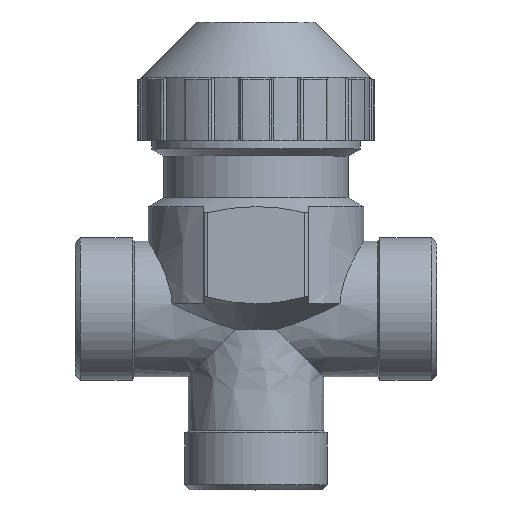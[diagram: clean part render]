
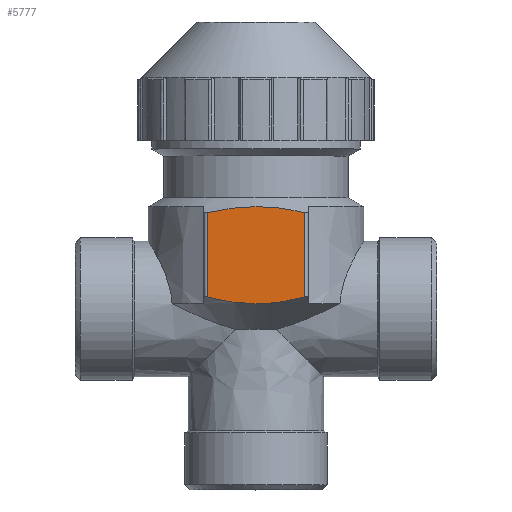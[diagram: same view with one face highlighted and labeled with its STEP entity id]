
A CAD part, top view. The second image highlights one B-rep face of the part: STEP entity #5777.
In plain terms, the highlighted free-form (B-spline) face has degree [1, 1] with [2, 2] control points.
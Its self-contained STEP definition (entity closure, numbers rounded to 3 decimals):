
#78 = CARTESIAN_POINT ( 'NONE',  ( 643.644, 401.237, 15.5 ) ) ;
#178 = VERTEX_POINT ( 'NONE', #9087 ) ;
#464 = B_SPLINE_CURVE_WITH_KNOTS ( 'NONE', 3,
 ( #15877, #4220, #9267, #8195, #647, #8113, #7277, #14385, #4303, #2989 ),
 .UNSPECIFIED., .F., .F.,
 ( 4, 2, 2, 2, 4 ),
 ( 0., 0.25, 0.375, 0.5, 1. ),
 .UNSPECIFIED. ) ;
#647 = CARTESIAN_POINT ( 'NONE',  ( 632.041, 401.722, 15.5 ) ) ;
#650 = CARTESIAN_POINT ( 'NONE',  ( 632.085, 388.55, 15.5 ) ) ;
#728 = CARTESIAN_POINT ( 'NONE',  ( 635.523, 388.175, 15.5 ) ) ;
#741 = EDGE_LOOP ( 'NONE', ( #4521, #5792, #13197, #9786, #1802, #12540 ) ) ;
#865 = VERTEX_POINT ( 'NONE', #10988 ) ;
#969 = CARTESIAN_POINT ( 'NONE',  ( 633.976, 388.302, 15.5 ) ) ;
#1063 = CARTESIAN_POINT ( 'NONE',  ( 636.644, 381.6, 15.5 ) ) ;
#1446 = CARTESIAN_POINT ( 'NONE',  ( 640.539, 388.464, 15.5 ) ) ;
#1528 = CARTESIAN_POINT ( 'NONE',  ( 641.209, 388.576, 15.5 ) ) ;
#1802 = ORIENTED_EDGE ( 'NONE', *, *, #14004, .F. ) ;
#1930 = CARTESIAN_POINT ( 'NONE',  ( 643.644, 397.199, 15.5 ) ) ;
#1937 = CARTESIAN_POINT ( 'NONE',  ( 636.644, 402.107, 15.5 ) ) ;
#2095 = CARTESIAN_POINT ( 'NONE',  ( 638.925, 402.012, 15.5 ) ) ;
#2181 = CARTESIAN_POINT ( 'NONE',  ( 638.639, 402.035, 15.5 ) ) ;
#2230 = CARTESIAN_POINT ( 'NONE',  ( 633.338, 388.379, 15.5 ) ) ;
#2342 = EDGE_CURVE ( 'NONE', #178, #9946, #4749, .T. ) ;
#2467 = B_SPLINE_SURFACE_WITH_KNOTS ( 'NONE', 1, 1, ( 
 ( #1063, #4724 ),
 ( #9785, #6120 ) ),
 .UNSPECIFIED., .F., .F., .F.,
 ( 2, 2 ),
 ( 2, 2 ),
 ( -9.303, 9.901 ),
 ( -9.303, 9.901 ),
 .UNSPECIFIED. ) ;
#2630 = CARTESIAN_POINT ( 'NONE',  ( 640.169, 388.41, 15.5 ) ) ;
#2989 = CARTESIAN_POINT ( 'NONE',  ( 636.644, 402.107, 15.5 ) ) ;
#3191 = CARTESIAN_POINT ( 'NONE',  ( 642.422, 401.527, 15.5 ) ) ;
#3212 = CARTESIAN_POINT ( 'NONE',  ( 629.644, 401.237, 15.5 ) ) ;
#3355 = CARTESIAN_POINT ( 'NONE',  ( 643.644, 401.237, 15.5 ) ) ;
#3476 = CARTESIAN_POINT ( 'NONE',  ( 633.409, 388.37, 15.5 ) ) ;
#3790 = CARTESIAN_POINT ( 'NONE',  ( 640.095, 388.399, 15.5 ) ) ;
#3948 = CARTESIAN_POINT ( 'NONE',  ( 641.509, 388.632, 15.5 ) ) ;
#4220 = CARTESIAN_POINT ( 'NONE',  ( 630.255, 401.382, 15.5 ) ) ;
#4253 = CARTESIAN_POINT ( 'NONE',  ( 643.644, 389.122, 15.5 ) ) ;
#4303 = CARTESIAN_POINT ( 'NONE',  ( 635.503, 402.107, 15.5 ) ) ;
#4521 = ORIENTED_EDGE ( 'NONE', *, *, #13011, .T. ) ;
#4560 = CARTESIAN_POINT ( 'NONE',  ( 629.644, 389.122, 15.5 ) ) ;
#4649 = VERTEX_POINT ( 'NONE', #78 ) ;
#4724 = CARTESIAN_POINT ( 'NONE',  ( 623.064, 395.18, 15.5 ) ) ;
#4749 = B_SPLINE_CURVE_WITH_KNOTS ( 'NONE', 3,
 ( #6264, #12871, #11526, #3948, #1528, #5193, #1446, #10357, #2630, #3790, #15261, #10270, #10191, #5041 ),
 .UNSPECIFIED., .F., .F.,
 ( 4, 2, 2, 1, 1, 2, 2, 4 ),
 ( 0., 0.25, 0.375, 0.438, 0.469, 0.484, 0.5, 1. ),
 .UNSPECIFIED. ) ;
#4937 = CARTESIAN_POINT ( 'NONE',  ( 629.644, 389.122, 15.5 ) ) ;
#5041 = CARTESIAN_POINT ( 'NONE',  ( 636.644, 388.156, 15.5 ) ) ;
#5193 = CARTESIAN_POINT ( 'NONE',  ( 640.762, 388.5, 15.5 ) ) ;
#5328 = CARTESIAN_POINT ( 'NONE',  ( 643.644, 393.16, 15.5 ) ) ;
#5756 = CARTESIAN_POINT ( 'NONE',  ( 629.644, 397.199, 15.5 ) ) ;
#5777 = ADVANCED_FACE ( 'NONE', ( #13730 ), #2467, .T. ) ;
#5780 = CARTESIAN_POINT ( 'NONE',  ( 633.764, 388.325, 15.5 ) ) ;
#5792 = ORIENTED_EDGE ( 'NONE', *, *, #11554, .F. ) ;
#6120 = CARTESIAN_POINT ( 'NONE',  ( 636.644, 408.759, 15.5 ) ) ;
#6242 = B_SPLINE_CURVE_WITH_KNOTS ( 'NONE', 3,
 ( #9696, #16125, #728, #14875, #15964, #969, #5780, #10869, #3476, #2230, #7303, #650, #15790, #4560 ),
 .UNSPECIFIED., .F., .F.,
 ( 4, 2, 2, 1, 1, 2, 2, 4 ),
 ( 0., 0.25, 0.375, 0.438, 0.469, 0.484, 0.5, 1. ),
 .UNSPECIFIED. ) ;
#6264 = CARTESIAN_POINT ( 'NONE',  ( 643.644, 389.122, 15.5 ) ) ;
#7078 = B_SPLINE_CURVE_WITH_KNOTS ( 'NONE', 3,
 ( #1937, #15919, #8328, #2181, #2095, #7171, #12098, #7254, #3191, #3355 ),
 .UNSPECIFIED., .F., .F.,
 ( 4, 2, 2, 2, 4 ),
 ( 0., 0.25, 0.375, 0.5, 1. ),
 .UNSPECIFIED. ) ;
#7122 = EDGE_CURVE ( 'NONE', #178, #4649, #12115, .T. ) ;
#7171 = CARTESIAN_POINT ( 'NONE',  ( 639.498, 401.958, 15.5 ) ) ;
#7254 = CARTESIAN_POINT ( 'NONE',  ( 641.24, 401.745, 15.5 ) ) ;
#7277 = CARTESIAN_POINT ( 'NONE',  ( 632.923, 401.854, 15.5 ) ) ;
#7303 = CARTESIAN_POINT ( 'NONE',  ( 633.304, 388.384, 15.5 ) ) ;
#7689 = B_SPLINE_CURVE_WITH_KNOTS ( 'NONE', 3,
 ( #3212, #5756, #15940, #8508 ),
 .UNSPECIFIED., .F., .F.,
 ( 4, 4 ),
 ( 0., 1. ),
 .UNSPECIFIED. ) ;
#8113 = CARTESIAN_POINT ( 'NONE',  ( 632.629, 401.813, 15.5 ) ) ;
#8195 = CARTESIAN_POINT ( 'NONE',  ( 631.746, 401.672, 15.5 ) ) ;
#8328 = CARTESIAN_POINT ( 'NONE',  ( 637.783, 402.089, 15.5 ) ) ;
#8508 = CARTESIAN_POINT ( 'NONE',  ( 629.644, 389.122, 15.5 ) ) ;
#9087 = CARTESIAN_POINT ( 'NONE',  ( 643.644, 389.122, 15.5 ) ) ;
#9212 = CARTESIAN_POINT ( 'NONE',  ( 643.644, 401.237, 15.5 ) ) ;
#9267 = CARTESIAN_POINT ( 'NONE',  ( 630.856, 401.509, 15.5 ) ) ;
#9696 = CARTESIAN_POINT ( 'NONE',  ( 636.644, 388.156, 15.5 ) ) ;
#9785 = CARTESIAN_POINT ( 'NONE',  ( 650.223, 395.18, 15.5 ) ) ;
#9786 = ORIENTED_EDGE ( 'NONE', *, *, #7122, .T. ) ;
#9946 = VERTEX_POINT ( 'NONE', #15815 ) ;
#10191 = CARTESIAN_POINT ( 'NONE',  ( 637.766, 388.156, 15.5 ) ) ;
#10270 = CARTESIAN_POINT ( 'NONE',  ( 638.882, 388.234, 15.5 ) ) ;
#10357 = CARTESIAN_POINT ( 'NONE',  ( 640.28, 388.426, 15.5 ) ) ;
#10869 = CARTESIAN_POINT ( 'NONE',  ( 633.516, 388.356, 15.5 ) ) ;
#10988 = CARTESIAN_POINT ( 'NONE',  ( 636.644, 402.107, 15.5 ) ) ;
#11526 = CARTESIAN_POINT ( 'NONE',  ( 642.413, 388.816, 15.5 ) ) ;
#11554 = EDGE_CURVE ( 'NONE', #9946, #14460, #6242, .T. ) ;
#12098 = CARTESIAN_POINT ( 'NONE',  ( 639.785, 401.927, 15.5 ) ) ;
#12115 = B_SPLINE_CURVE_WITH_KNOTS ( 'NONE', 3,
 ( #4253, #5328, #1930, #9212 ),
 .UNSPECIFIED., .F., .F.,
 ( 4, 4 ),
 ( 0., 1. ),
 .UNSPECIFIED. ) ;
#12471 = VERTEX_POINT ( 'NONE', #13384 ) ;
#12540 = ORIENTED_EDGE ( 'NONE', *, *, #15453, .F. ) ;
#12871 = CARTESIAN_POINT ( 'NONE',  ( 643.023, 388.959, 15.5 ) ) ;
#13011 = EDGE_CURVE ( 'NONE', #12471, #14460, #7689, .T. ) ;
#13197 = ORIENTED_EDGE ( 'NONE', *, *, #2342, .F. ) ;
#13384 = CARTESIAN_POINT ( 'NONE',  ( 629.644, 401.237, 15.5 ) ) ;
#13730 = FACE_OUTER_BOUND ( 'NONE', #741, .T. ) ;
#14004 = EDGE_CURVE ( 'NONE', #865, #4649, #7078, .T. ) ;
#14385 = CARTESIAN_POINT ( 'NONE',  ( 634.37, 402.035, 15.5 ) ) ;
#14460 = VERTEX_POINT ( 'NONE', #4937 ) ;
#14875 = CARTESIAN_POINT ( 'NONE',  ( 634.681, 388.234, 15.5 ) ) ;
#15261 = CARTESIAN_POINT ( 'NONE',  ( 640.056, 388.394, 15.5 ) ) ;
#15453 = EDGE_CURVE ( 'NONE', #12471, #865, #464, .T. ) ;
#15790 = CARTESIAN_POINT ( 'NONE',  ( 630.885, 388.795, 15.5 ) ) ;
#15815 = CARTESIAN_POINT ( 'NONE',  ( 636.644, 388.156, 15.5 ) ) ;
#15877 = CARTESIAN_POINT ( 'NONE',  ( 629.644, 401.237, 15.5 ) ) ;
#15919 = CARTESIAN_POINT ( 'NONE',  ( 637.214, 402.107, 15.5 ) ) ;
#15940 = CARTESIAN_POINT ( 'NONE',  ( 629.644, 393.16, 15.5 ) ) ;
#15964 = CARTESIAN_POINT ( 'NONE',  ( 634.4, 388.258, 15.5 ) ) ;
#16125 = CARTESIAN_POINT ( 'NONE',  ( 636.083, 388.156, 15.5 ) ) ;
